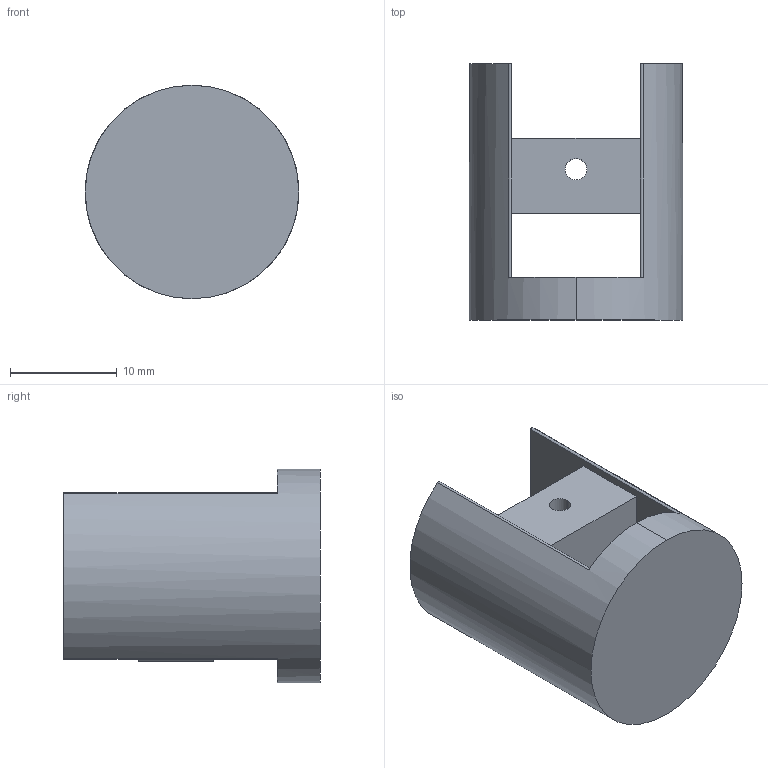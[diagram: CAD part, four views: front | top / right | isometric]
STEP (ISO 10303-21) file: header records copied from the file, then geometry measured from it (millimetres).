
FILE_DESCRIPTION (( 'STEP AP203' ), '1' );
FILE_NAME ('joint1_Default_sldprt.STEP', '2022-06-28T16:54:37', ( '' ), ( '' ), 'SwSTEP 2.0', 'SolidWorks 2021', '' );
FILE_SCHEMA (( 'CONFIG_CONTROL_DESIGN' ));
Length unit declared in the file: millimetre
Products named in the file (1): joint1_Default_sldprt
Bounding box: 20 x 24 x 20 mm (x, y, z)
Volume: 4255 mm3; surface area: 2646.4 mm2
Topology: 1 solids, 1 shells, 22 faces, 64 edges, 42 vertices
Faces by surface type: cylinder 12, plane 10
Entity records: 827 total; most frequent: DIRECTION 140, CARTESIAN_POINT 129, ORIENTED_EDGE 128, EDGE_CURVE 64, AXIS2_PLACEMENT_3D 53, VERTEX_POINT 42, VECTOR 34, LINE 34
